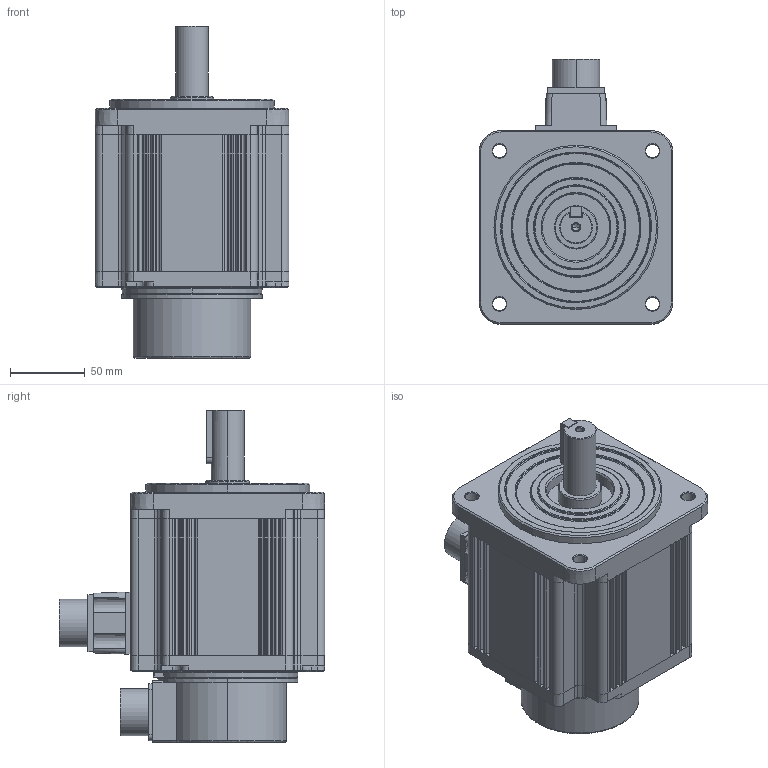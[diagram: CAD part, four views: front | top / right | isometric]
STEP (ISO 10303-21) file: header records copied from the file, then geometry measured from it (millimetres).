
FILE_DESCRIPTION (( 'STEP AP214' ), '1' );
FILE_NAME ('SV2M-215N.STEP', '2024-12-11T13:04:05', ( '' ), ( '' ), 'SwSTEP 2.0', 'SolidWorks 2021', '' );
FILE_SCHEMA (( 'AUTOMOTIVE_DESIGN' ));
Length unit declared in the file: millimetre
Products named in the file (1): SV2M-215N
Bounding box: 130 x 177.75 x 222.5 mm (x, y, z)
Volume: 2190168.2 mm3; surface area: 142782.7 mm2
Topology: 2 solids, 2 shells, 568 faces, 1405 edges, 848 vertices
Faces by surface type: plane 275, cylinder 152, cone 106, bspline 35
Entity records: 18983 total; most frequent: CARTESIAN_POINT 5574, DIRECTION 2841, ORIENTED_EDGE 2794, EDGE_CURVE 1397, AXIS2_PLACEMENT_3D 1012, VERTEX_POINT 848, LINE 817, VECTOR 817
